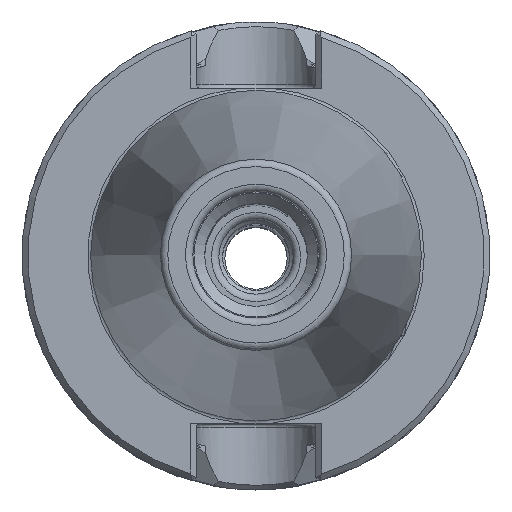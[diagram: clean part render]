
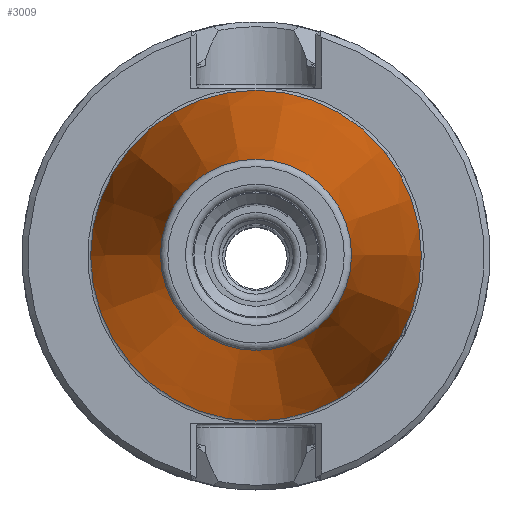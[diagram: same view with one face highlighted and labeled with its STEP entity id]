
A CAD part, top view. The second image highlights one B-rep face of the part: STEP entity #3009.
In plain terms, the highlighted conical face has half-angle 8.297 degrees and reference radius 12.871 mm.
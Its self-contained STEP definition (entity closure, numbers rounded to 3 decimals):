
#299=CONICAL_SURFACE('',#3195,12.871,0.145);
#383=ORIENTED_EDGE('',*,*,#867,.T.);
#384=ORIENTED_EDGE('',*,*,#866,.F.);
#866=EDGE_CURVE('',#1121,#1121,#1316,.T.);
#867=EDGE_CURVE('',#1122,#1122,#1317,.T.);
#1121=VERTEX_POINT('',#4151);
#1122=VERTEX_POINT('',#4154);
#1316=CIRCLE('',#3194,12.871);
#1317=CIRCLE('',#3196,22.268);
#1464=EDGE_LOOP('',(#383));
#1465=EDGE_LOOP('',(#384));
#1702=FACE_BOUND('',#1464,.T.);
#1703=FACE_BOUND('',#1465,.T.);
#3009=ADVANCED_FACE('',(#1702,#1703),#299,.T.);
#3194=AXIS2_PLACEMENT_3D('',#4150,#3537,#3538);
#3195=AXIS2_PLACEMENT_3D('',#4152,#3539,#3540);
#3196=AXIS2_PLACEMENT_3D('',#4153,#3541,#3542);
#3537=DIRECTION('',(0.,0.,1.));
#3538=DIRECTION('',(1.,0.,0.));
#3539=DIRECTION('',(0.,0.,-1.));
#3540=DIRECTION('',(-1.,0.,0.));
#3541=DIRECTION('',(0.,0.,1.));
#3542=DIRECTION('',(1.,0.,0.));
#4150=CARTESIAN_POINT('',(0.,0.,64.544));
#4151=CARTESIAN_POINT('',(12.871,0.,64.544));
#4152=CARTESIAN_POINT('',(0.,0.,64.544));
#4153=CARTESIAN_POINT('',(0.,0.,0.106));
#4154=CARTESIAN_POINT('',(22.268,0.,0.106));
